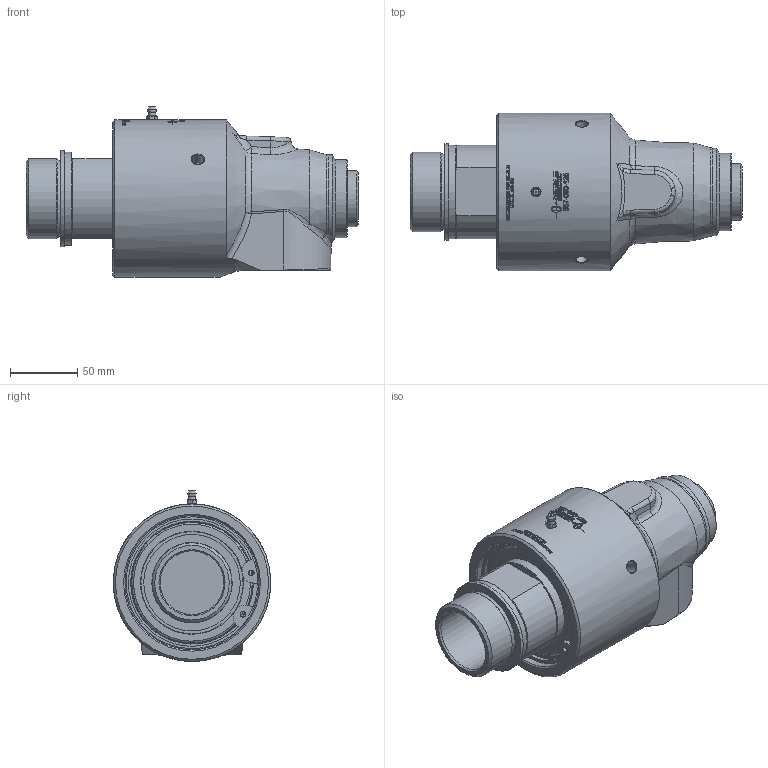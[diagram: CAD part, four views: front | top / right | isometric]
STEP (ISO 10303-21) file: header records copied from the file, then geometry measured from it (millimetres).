
FILE_DESCRIPTION(/* description */ (''),/* implementation_level */ '2;1');
FILE_NAME(/* name */ '657-000-125-IC.stp',/* time_stamp */ '2022-12-07T14:07:50+01:00',/* author */ ('mskipas'),/* organization */ (''),/* preprocessor_version */ 'ST-DEVELOPER v18.1',/* originating_system */ 'Autodesk Inventor 2022',/* authorisation */ '');
FILE_SCHEMA (('AUTOMOTIVE_DESIGN { 1 0 10303 214 3 1 1 }'));
Products named in the file (1): 657-000-124-IC
Bounding box: 247.63 x 117.5 x 127.49 mm (x, y, z)
Volume: 1430319 mm3; surface area: 127978.6 mm2
Topology: 2 solids, 7 shells, 1332 faces, 3530 edges, 2334 vertices
Faces by surface type: bspline 683, plane 422, cylinder 169, cone 39, torus 11, sphere 8
Full cylindrical faces by diameter (mm): 3 x2, 3.12 x2, 4.361 x2, 4.496 x1, 8.6 x3, 22.5 x1, 47.6 x1, 55.169 x1, 58 x1, 59.614 x1, 60 x1, 64.4 x1, 65 x1, 69.5 x2, 72 x1, 76.3 x1, 76.908 x1, 89.25 x1, 91.5 x1, 100 x1, 100.08 x2, 107.6 x1, 117.5 x1
Entity records: 56111 total; most frequent: CARTESIAN_POINT 26924, ORIENTED_EDGE 7044, DIRECTION 4063, EDGE_CURVE 3522, VERTEX_POINT 2334, EDGE_LOOP 1472, B_SPLINE_CURVE_WITH_KNOTS 1420, LINE 1361
